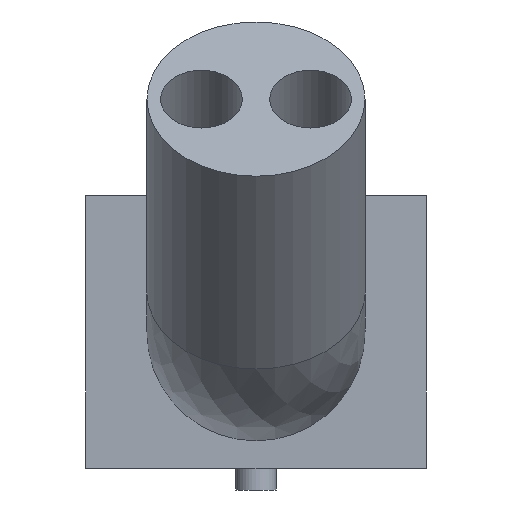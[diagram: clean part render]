
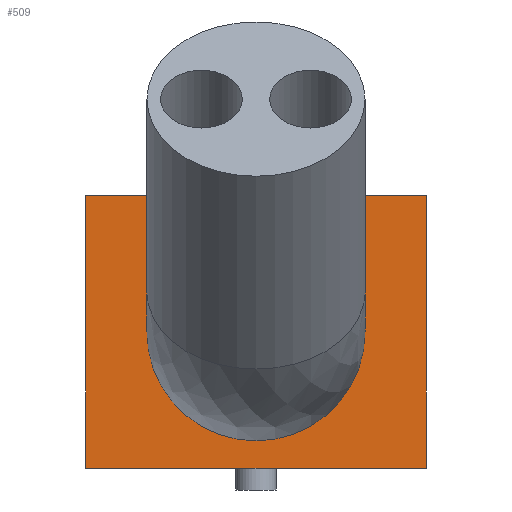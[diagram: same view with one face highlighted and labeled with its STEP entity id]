
A CAD part, front view. The second image highlights one B-rep face of the part: STEP entity #509.
In plain terms, the highlighted planar face has unit normal (0, -1, 0).
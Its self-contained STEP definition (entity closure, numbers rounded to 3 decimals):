
#159 = VERTEX_POINT('',#160);
#160 = CARTESIAN_POINT('',(12.5,-7.5,0.));
#166 = EDGE_CURVE('',#159,#167,#169,.T.);
#167 = VERTEX_POINT('',#168);
#168 = CARTESIAN_POINT('',(-12.5,-7.5,0.));
#169 = LINE('',#170,#171);
#170 = CARTESIAN_POINT('',(12.5,-7.5,0.));
#171 = VECTOR('',#172,1.);
#172 = DIRECTION('',(-1.,0.,0.));
#258 = VERTEX_POINT('',#259);
#259 = CARTESIAN_POINT('',(12.5,-7.5,20.));
#265 = EDGE_CURVE('',#258,#266,#268,.T.);
#266 = VERTEX_POINT('',#267);
#267 = CARTESIAN_POINT('',(-12.5,-7.5,20.));
#268 = LINE('',#269,#270);
#269 = CARTESIAN_POINT('',(12.5,-7.5,20.));
#270 = VECTOR('',#271,1.);
#271 = DIRECTION('',(-1.,0.,0.));
#479 = EDGE_CURVE('',#167,#266,#480,.T.);
#480 = LINE('',#481,#482);
#481 = CARTESIAN_POINT('',(-12.5,-7.5,0.));
#482 = VECTOR('',#483,1.);
#483 = DIRECTION('',(0.,0.,1.));
#498 = EDGE_CURVE('',#159,#258,#499,.T.);
#499 = LINE('',#500,#501);
#500 = CARTESIAN_POINT('',(12.5,-7.5,0.));
#501 = VECTOR('',#502,1.);
#502 = DIRECTION('',(0.,0.,1.));
#509 = ADVANCED_FACE('',(#510,#516),#527,.T.);
#510 = FACE_BOUND('',#511,.T.);
#511 = EDGE_LOOP('',(#512,#513,#514,#515));
#512 = ORIENTED_EDGE('',*,*,#498,.T.);
#513 = ORIENTED_EDGE('',*,*,#265,.T.);
#514 = ORIENTED_EDGE('',*,*,#479,.F.);
#515 = ORIENTED_EDGE('',*,*,#166,.F.);
#516 = FACE_BOUND('',#517,.T.);
#517 = EDGE_LOOP('',(#518));
#518 = ORIENTED_EDGE('',*,*,#519,.F.);
#519 = EDGE_CURVE('',#520,#520,#522,.T.);
#520 = VERTEX_POINT('',#521);
#521 = CARTESIAN_POINT('',(8.,-7.5,10.));
#522 = CIRCLE('',#523,8.);
#523 = AXIS2_PLACEMENT_3D('',#524,#525,#526);
#524 = CARTESIAN_POINT('',(0.,-7.5,10.));
#525 = DIRECTION('',(0.,-1.,0.));
#526 = DIRECTION('',(1.,0.,0.));
#527 = PLANE('',#528);
#528 = AXIS2_PLACEMENT_3D('',#529,#530,#531);
#529 = CARTESIAN_POINT('',(12.5,-7.5,0.));
#530 = DIRECTION('',(0.,-1.,0.));
#531 = DIRECTION('',(-1.,0.,0.));
